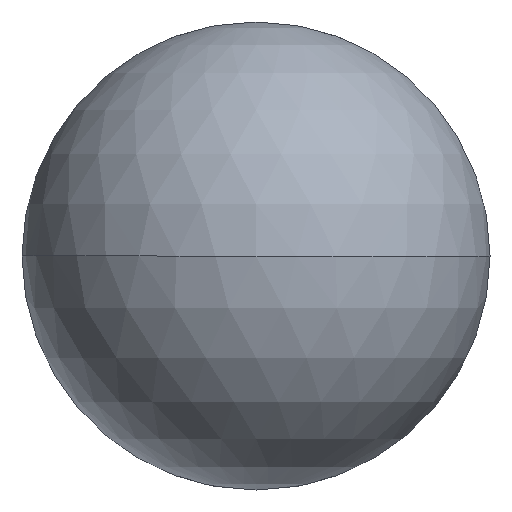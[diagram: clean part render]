
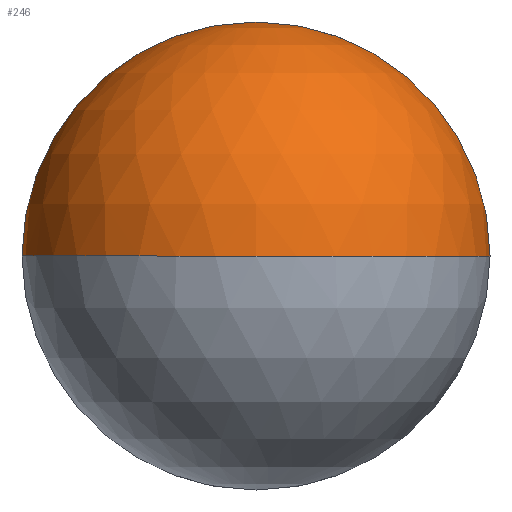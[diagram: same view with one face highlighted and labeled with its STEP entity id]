
A CAD part, front view. The second image highlights one B-rep face of the part: STEP entity #246.
In plain terms, the highlighted spherical face has radius 7.938 mm.
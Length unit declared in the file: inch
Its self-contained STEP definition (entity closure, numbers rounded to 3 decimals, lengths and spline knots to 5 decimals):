
#1 = CARTESIAN_POINT ( 'NONE',  ( 0., 0.3125, 0. ) ) ;
#3 = EDGE_CURVE ( 'NONE', #73, #85, #271, .T. ) ;
#16 = EDGE_CURVE ( 'NONE', #295, #73, #320, .T. ) ;
#23 = EDGE_CURVE ( 'NONE', #232, #295, #218, .T. ) ;
#32 = ORIENTED_EDGE ( 'NONE', *, *, #146, .F. ) ;
#41 = DIRECTION ( 'NONE',  ( 0., 0., -1. ) ) ;
#43 = DIRECTION ( 'NONE',  ( 0., -1., 0. ) ) ;
#46 = FACE_OUTER_BOUND ( 'NONE', #197, .T. ) ;
#55 = DIRECTION ( 'NONE',  ( 1., 0., 0. ) ) ;
#73 = VERTEX_POINT ( 'NONE', #276 ) ;
#85 = VERTEX_POINT ( 'NONE', #132 ) ;
#101 = DIRECTION ( 'NONE',  ( 1., 0., 0. ) ) ;
#104 = CARTESIAN_POINT ( 'NONE',  ( 0., 0.3125, 0. ) ) ;
#111 = AXIS2_PLACEMENT_3D ( 'NONE', #104, #192, #101 ) ;
#132 = CARTESIAN_POINT ( 'NONE',  ( 0., 0., 0. ) ) ;
#146 = EDGE_CURVE ( 'NONE', #232, #85, #245, .T. ) ;
#157 = DIRECTION ( 'NONE',  ( 0., -1., 0. ) ) ;
#158 = AXIS2_PLACEMENT_3D ( 'NONE', #278, #157, #186 ) ;
#168 = ORIENTED_EDGE ( 'NONE', *, *, #16, .T. ) ;
#185 = AXIS2_PLACEMENT_3D ( 'NONE', #1, #281, #55 ) ;
#186 = DIRECTION ( 'NONE',  ( 0., 0., -1. ) ) ;
#192 = DIRECTION ( 'NONE',  ( 0., 0., 1. ) ) ;
#197 = EDGE_LOOP ( 'NONE', ( #168, #318, #32, #252 ) ) ;
#216 = AXIS2_PLACEMENT_3D ( 'NONE', #242, #43, #41 ) ;
#218 = CIRCLE ( 'NONE', #216, 0.3125 ) ;
#232 = VERTEX_POINT ( 'NONE', #330 ) ;
#234 = DIRECTION ( 'NONE',  ( -1., 0., 0. ) ) ;
#239 = CARTESIAN_POINT ( 'NONE',  ( 0., 0.3125, 0.3125 ) ) ;
#242 = CARTESIAN_POINT ( 'NONE',  ( 0., 0.3125, 0. ) ) ;
#245 = CIRCLE ( 'NONE', #328, 0.3125 ) ;
#246 = ADVANCED_FACE ( 'NONE', ( #46 ), #248, .T. ) ;
#248 = SPHERICAL_SURFACE ( 'NONE', #185, 0.3125 ) ;
#252 = ORIENTED_EDGE ( 'NONE', *, *, #23, .T. ) ;
#271 = CIRCLE ( 'NONE', #111, 0.3125 ) ;
#276 = CARTESIAN_POINT ( 'NONE',  ( -0.3125, 0.3125, 0. ) ) ;
#278 = CARTESIAN_POINT ( 'NONE',  ( 0., 0.3125, 0. ) ) ;
#281 = DIRECTION ( 'NONE',  ( 0., 0., 1. ) ) ;
#293 = CARTESIAN_POINT ( 'NONE',  ( 0., 0.3125, 0. ) ) ;
#295 = VERTEX_POINT ( 'NONE', #239 ) ;
#318 = ORIENTED_EDGE ( 'NONE', *, *, #3, .T. ) ;
#320 = CIRCLE ( 'NONE', #158, 0.3125 ) ;
#328 = AXIS2_PLACEMENT_3D ( 'NONE', #293, #354, #234 ) ;
#330 = CARTESIAN_POINT ( 'NONE',  ( 0.3125, 0.3125, 0. ) ) ;
#354 = DIRECTION ( 'NONE',  ( 0., 0., -1. ) ) ;
